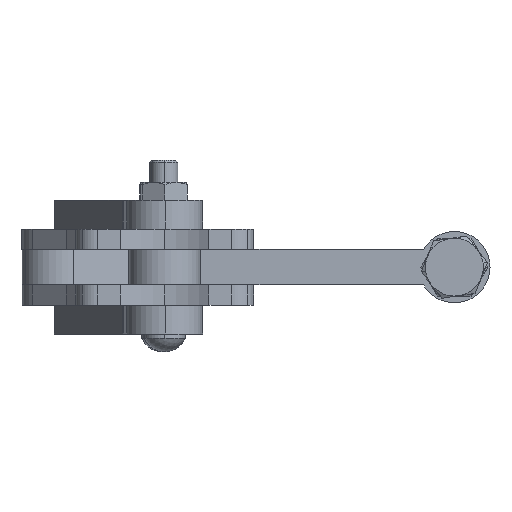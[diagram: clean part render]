
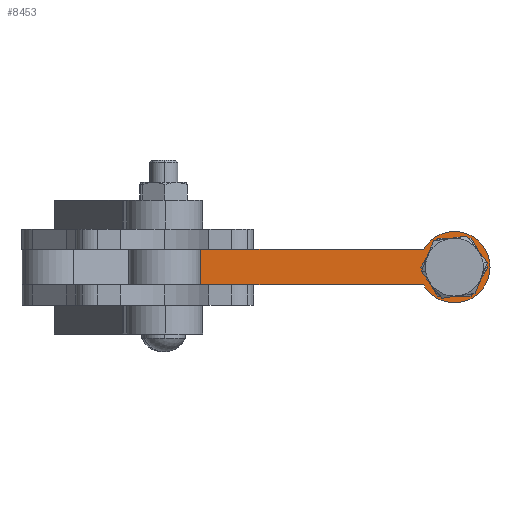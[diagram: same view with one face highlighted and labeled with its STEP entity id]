
A CAD part, front view. The second image highlights one B-rep face of the part: STEP entity #8453.
In plain terms, the highlighted planar face has unit normal (0, -1, 0).
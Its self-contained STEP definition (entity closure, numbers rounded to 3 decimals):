
#6010=CARTESIAN_POINT('',(8.,30.513,0.));
#6011=VERTEX_POINT('',#6010);
#6036=CARTESIAN_POINT('',(-6.928,30.511,4.));
#6037=VERTEX_POINT('',#6036);
#6044=CARTESIAN_POINT('',(0.,30.512,0.));
#6045=DIRECTION('',(0.,-1.,0.));
#6046=DIRECTION('',(1.,0.,0.));
#6047=AXIS2_PLACEMENT_3D('',#6044,#6045,#6046);
#6048=CIRCLE('',#6047,8.0);
#6049=EDGE_CURVE('',#6011,#6037,#6048,.T.);
#6111=CARTESIAN_POINT('',(-64.751,30.503,-4.));
#6112=VERTEX_POINT('',#6111);
#6120=CARTESIAN_POINT('',(-64.751,30.503,4.));
#6121=VERTEX_POINT('',#6120);
#6122=CARTESIAN_POINT('',(-64.751,30.503,-4.));
#6123=DIRECTION('',(0.0,0.0,1.0));
#6124=VECTOR('',#6123,8.0);
#6125=LINE('',#6122,#6124);
#6126=EDGE_CURVE('',#6112,#6121,#6125,.T.);
#6362=CARTESIAN_POINT('',(6.5,30.513,0.));
#6363=VERTEX_POINT('',#6362);
#6372=CARTESIAN_POINT('',(5.629,30.513,3.25));
#6373=VERTEX_POINT('',#6372);
#6374=CARTESIAN_POINT('',(0.,30.512,0.));
#6375=DIRECTION('',(0.,1.,0.));
#6376=DIRECTION('',(1.,0.,0.));
#6377=AXIS2_PLACEMENT_3D('',#6374,#6375,#6376);
#6378=CIRCLE('',#6377,6.5);
#6379=EDGE_CURVE('',#6373,#6363,#6378,.T.);
#6404=CARTESIAN_POINT('',(-6.5,30.511,0.));
#6405=VERTEX_POINT('',#6404);
#6412=CARTESIAN_POINT('',(-5.629,30.511,3.25));
#6413=VERTEX_POINT('',#6412);
#6427=CARTESIAN_POINT('',(0.,30.512,0.));
#6428=DIRECTION('',(0.,1.,0.));
#6429=DIRECTION('',(1.,0.,0.));
#6430=AXIS2_PLACEMENT_3D('',#6427,#6428,#6429);
#6431=CIRCLE('',#6430,6.5);
#6432=EDGE_CURVE('',#6405,#6413,#6431,.T.);
#7708=CARTESIAN_POINT('',(5.629,30.513,-3.25));
#7709=VERTEX_POINT('',#7708);
#7755=CARTESIAN_POINT('',(0.,30.512,-6.5));
#7756=VERTEX_POINT('',#7755);
#7804=CARTESIAN_POINT('',(0.,30.512,6.5));
#7805=VERTEX_POINT('',#7804);
#7821=CARTESIAN_POINT('',(0.,30.512,0.));
#7822=DIRECTION('',(0.,1.,0.));
#7823=DIRECTION('',(1.,0.,0.));
#7824=AXIS2_PLACEMENT_3D('',#7821,#7822,#7823);
#7825=CIRCLE('',#7824,6.5);
#7826=EDGE_CURVE('',#6413,#7805,#7825,.T.);
#7850=CARTESIAN_POINT('',(-5.629,30.511,-3.25));
#7851=VERTEX_POINT('',#7850);
#7852=CARTESIAN_POINT('',(0.,30.512,0.));
#7853=DIRECTION('',(0.,1.,0.));
#7854=DIRECTION('',(1.,0.,0.));
#7855=AXIS2_PLACEMENT_3D('',#7852,#7853,#7854);
#7856=CIRCLE('',#7855,6.5);
#7857=EDGE_CURVE('',#7851,#6405,#7856,.T.);
#7881=CARTESIAN_POINT('',(0.,30.512,0.));
#7882=DIRECTION('',(0.,1.,0.));
#7883=DIRECTION('',(1.,0.,0.));
#7884=AXIS2_PLACEMENT_3D('',#7881,#7882,#7883);
#7885=CIRCLE('',#7884,6.5);
#7886=EDGE_CURVE('',#7805,#6373,#7885,.T.);
#7923=CARTESIAN_POINT('',(0.,30.512,0.));
#7924=DIRECTION('',(0.,1.,0.));
#7925=DIRECTION('',(1.,0.,0.));
#7926=AXIS2_PLACEMENT_3D('',#7923,#7924,#7925);
#7927=CIRCLE('',#7926,6.5);
#7928=EDGE_CURVE('',#7756,#7851,#7927,.T.);
#7940=CARTESIAN_POINT('',(0.,30.512,0.));
#7941=DIRECTION('',(0.,1.,0.));
#7942=DIRECTION('',(1.,0.,0.));
#7943=AXIS2_PLACEMENT_3D('',#7940,#7941,#7942);
#7944=CIRCLE('',#7943,6.5);
#7945=EDGE_CURVE('',#6363,#7709,#7944,.T.);
#7957=CARTESIAN_POINT('',(0.,30.512,0.));
#7958=DIRECTION('',(0.,1.,0.));
#7959=DIRECTION('',(1.,0.,0.));
#7960=AXIS2_PLACEMENT_3D('',#7957,#7958,#7959);
#7961=CIRCLE('',#7960,6.5);
#7962=EDGE_CURVE('',#7709,#7756,#7961,.T.);
#8077=CARTESIAN_POINT('',(-6.928,30.511,-4.));
#8078=VERTEX_POINT('',#8077);
#8085=CARTESIAN_POINT('',(-64.751,30.503,-4.));
#8086=DIRECTION('',(1.,0.,0.));
#8087=VECTOR('',#8086,57.823);
#8088=LINE('',#8085,#8087);
#8089=EDGE_CURVE('',#6112,#8078,#8088,.T.);
#8369=CARTESIAN_POINT('',(-6.928,30.511,4.));
#8370=DIRECTION('',(-1.,0.,0.));
#8371=VECTOR('',#8370,57.823);
#8372=LINE('',#8369,#8371);
#8373=EDGE_CURVE('',#6037,#6121,#8372,.T.);
#8392=CARTESIAN_POINT('',(0.,30.512,0.));
#8393=DIRECTION('',(0.,-1.,0.));
#8394=DIRECTION('',(1.,0.,0.));
#8395=AXIS2_PLACEMENT_3D('',#8392,#8393,#8394);
#8396=CIRCLE('',#8395,8.0);
#8397=EDGE_CURVE('',#8078,#6011,#8396,.T.);
#8431=CARTESIAN_POINT('',(0.,30.512,0.));
#8432=DIRECTION('',(0.,-1.,0.));
#8433=DIRECTION('',(1.,0.,0.));
#8434=AXIS2_PLACEMENT_3D('',#8431,#8432,#8433);
#8435=PLANE('',#8434);
#8436=ORIENTED_EDGE('',*,*,#8397,.T.);
#8437=ORIENTED_EDGE('',*,*,#6049,.T.);
#8438=ORIENTED_EDGE('',*,*,#8373,.T.);
#8439=ORIENTED_EDGE('',*,*,#6126,.F.);
#8440=ORIENTED_EDGE('',*,*,#8089,.T.);
#8441=EDGE_LOOP('',(#8436,#8437,#8438,#8439,#8440));
#8442=FACE_OUTER_BOUND('',#8441,.T.);
#8443=ORIENTED_EDGE('',*,*,#7826,.T.);
#8444=ORIENTED_EDGE('',*,*,#7886,.T.);
#8445=ORIENTED_EDGE('',*,*,#6379,.T.);
#8446=ORIENTED_EDGE('',*,*,#7945,.T.);
#8447=ORIENTED_EDGE('',*,*,#7962,.T.);
#8448=ORIENTED_EDGE('',*,*,#7928,.T.);
#8449=ORIENTED_EDGE('',*,*,#7857,.T.);
#8450=ORIENTED_EDGE('',*,*,#6432,.T.);
#8451=EDGE_LOOP('',(#8443,#8444,#8445,#8446,#8447,#8448,#8449,#8450));
#8452=FACE_BOUND('',#8451,.T.);
#8453=ADVANCED_FACE('',(#8442,#8452),#8435,.T.);
